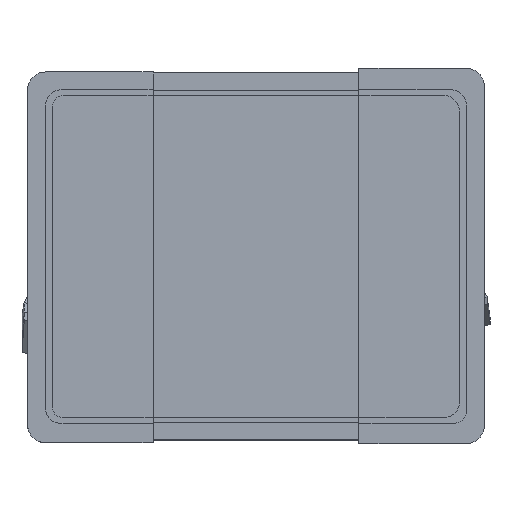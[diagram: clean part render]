
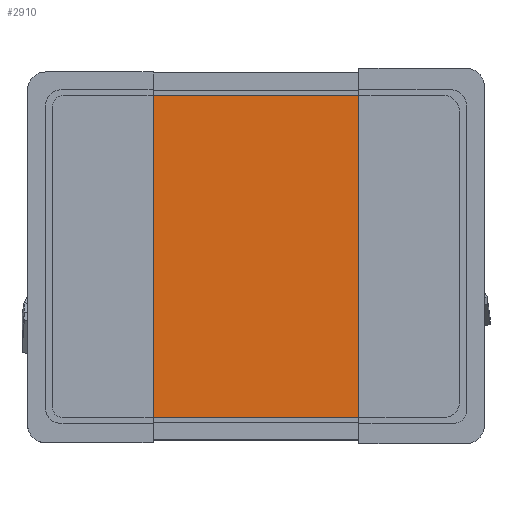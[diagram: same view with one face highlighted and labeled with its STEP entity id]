
A CAD part, top view. The second image highlights one B-rep face of the part: STEP entity #2910.
In plain terms, the highlighted planar face has unit normal (0, 0, 1).
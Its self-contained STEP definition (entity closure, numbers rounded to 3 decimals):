
#188=PLANE('',#3691);
#514=ORIENTED_EDGE('',*,*,#1256,.T.);
#515=ORIENTED_EDGE('',*,*,#1257,.T.);
#516=ORIENTED_EDGE('',*,*,#1258,.T.);
#517=ORIENTED_EDGE('',*,*,#1259,.T.);
#1256=EDGE_CURVE('',#1648,#1649,#1916,.T.);
#1257=EDGE_CURVE('',#1649,#1650,#1917,.T.);
#1258=EDGE_CURVE('',#1650,#1651,#1918,.T.);
#1259=EDGE_CURVE('',#1651,#1648,#1919,.T.);
#1648=VERTEX_POINT('',#6460);
#1649=VERTEX_POINT('',#6461);
#1650=VERTEX_POINT('',#6463);
#1651=VERTEX_POINT('',#6465);
#1916=LINE('',#6459,#2236);
#1917=LINE('',#6462,#2237);
#1918=LINE('',#6464,#2238);
#1919=LINE('',#6466,#2239);
#2236=VECTOR('',#4081,1000.);
#2237=VECTOR('',#4082,1000.);
#2238=VECTOR('',#4083,1000.);
#2239=VECTOR('',#4084,1000.);
#2536=EDGE_LOOP('',(#514,#515,#516,#517));
#2718=FACE_BOUND('',#2536,.T.);
#2910=ADVANCED_FACE('',(#2718),#188,.T.);
#3691=AXIS2_PLACEMENT_3D('',#6458,#4079,#4080);
#4079=DIRECTION('',(0.,0.,1.));
#4080=DIRECTION('',(1.,0.,0.));
#4081=DIRECTION('',(0.,-1.,0.));
#4082=DIRECTION('',(1.,0.,0.));
#4083=DIRECTION('',(0.,1.,0.));
#4084=DIRECTION('',(-1.,0.,0.));
#6458=CARTESIAN_POINT('',(0.,0.,0.38));
#6459=CARTESIAN_POINT('',(-0.575,1.025,0.38));
#6460=CARTESIAN_POINT('',(-0.575,0.901,0.38));
#6461=CARTESIAN_POINT('',(-0.575,-0.901,0.38));
#6462=CARTESIAN_POINT('',(-0.779,-0.901,0.38));
#6463=CARTESIAN_POINT('',(0.575,-0.901,0.38));
#6464=CARTESIAN_POINT('',(0.575,-1.025,0.38));
#6465=CARTESIAN_POINT('',(0.575,0.901,0.38));
#6466=CARTESIAN_POINT('',(0.779,0.901,0.38));
